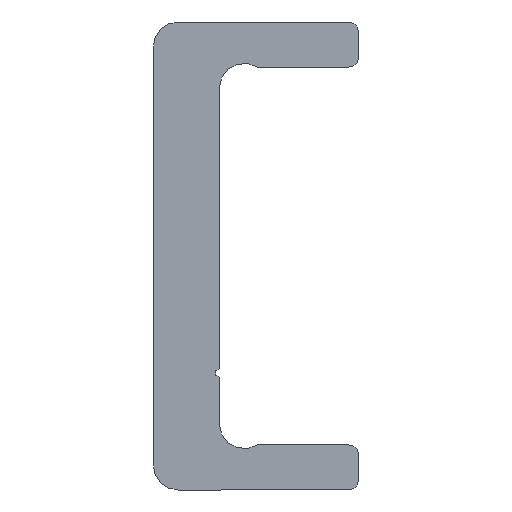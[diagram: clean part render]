
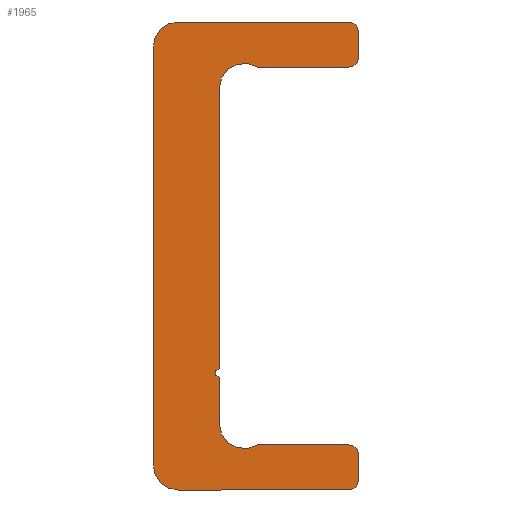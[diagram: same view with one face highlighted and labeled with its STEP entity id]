
A CAD part, left-side view. The second image highlights one B-rep face of the part: STEP entity #1965.
In plain terms, the highlighted planar face has unit normal (-1, 0, 0).
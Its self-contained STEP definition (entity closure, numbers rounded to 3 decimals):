
#1235=CARTESIAN_POINT('',(0.0,2.2,10.03));
#1236=VERTEX_POINT('',#1235);
#1243=CARTESIAN_POINT('',(0.0,2.2,-6.75));
#1244=VERTEX_POINT('',#1243);
#1245=CARTESIAN_POINT('',(0.0,2.2,10.03));
#1246=DIRECTION('',(0.0,0.0,-1.0));
#1247=VECTOR('',#1246,16.78);
#1248=LINE('',#1245,#1247);
#1249=EDGE_CURVE('',#1236,#1244,#1248,.T.);
#1346=CARTESIAN_POINT('',(0.0,-0.098,11.3));
#1347=VERTEX_POINT('',#1346);
#1354=CARTESIAN_POINT('',(0.0,0.7,10.03));
#1355=DIRECTION('',(-1.0,0.0,0.0));
#1356=DIRECTION('',(0.0,-1.0,0.0));
#1357=AXIS2_PLACEMENT_3D('',#1354,#1355,#1356);
#1358=CIRCLE('',#1357,1.5);
#1359=EDGE_CURVE('',#1347,#1236,#1358,.T.);
#1378=CARTESIAN_POINT('',(0.0,-5.55,11.3));
#1379=VERTEX_POINT('',#1378);
#1386=CARTESIAN_POINT('',(0.0,-5.55,11.3));
#1387=DIRECTION('',(0.0,1.0,0.0));
#1388=VECTOR('',#1387,5.452);
#1389=LINE('',#1386,#1388);
#1390=EDGE_CURVE('',#1379,#1347,#1389,.T.);
#1410=CARTESIAN_POINT('',(0.0,-6.15,11.9));
#1411=VERTEX_POINT('',#1410);
#1418=CARTESIAN_POINT('',(0.0,-5.55,11.9));
#1419=DIRECTION('',(1.0,0.0,0.0));
#1420=DIRECTION('',(0.0,-1.0,0.0));
#1421=AXIS2_PLACEMENT_3D('',#1418,#1419,#1420);
#1422=CIRCLE('',#1421,0.6);
#1423=EDGE_CURVE('',#1411,#1379,#1422,.T.);
#1442=CARTESIAN_POINT('',(0.0,-6.15,13.4));
#1443=VERTEX_POINT('',#1442);
#1450=CARTESIAN_POINT('',(0.0,-6.15,13.4));
#1451=DIRECTION('',(0.0,0.0,-1.0));
#1452=VECTOR('',#1451,1.5);
#1453=LINE('',#1450,#1452);
#1454=EDGE_CURVE('',#1443,#1411,#1453,.T.);
#1474=CARTESIAN_POINT('',(0.0,-5.55,14.));
#1475=VERTEX_POINT('',#1474);
#1482=CARTESIAN_POINT('',(0.0,-5.55,13.4));
#1483=DIRECTION('',(1.0,0.0,0.0));
#1484=DIRECTION('',(0.0,0.0,1.0));
#1485=AXIS2_PLACEMENT_3D('',#1482,#1483,#1484);
#1486=CIRCLE('',#1485,0.6);
#1487=EDGE_CURVE('',#1475,#1443,#1486,.T.);
#1506=CARTESIAN_POINT('',(0.0,4.65,14.));
#1507=VERTEX_POINT('',#1506);
#1514=CARTESIAN_POINT('',(0.0,4.65,14.));
#1515=DIRECTION('',(0.0,-1.0,0.0));
#1516=VECTOR('',#1515,10.2);
#1517=LINE('',#1514,#1516);
#1518=EDGE_CURVE('',#1507,#1475,#1517,.T.);
#1538=CARTESIAN_POINT('',(0.0,6.15,12.5));
#1539=VERTEX_POINT('',#1538);
#1546=CARTESIAN_POINT('',(0.0,4.65,12.5));
#1547=DIRECTION('',(1.0,0.0,0.0));
#1548=DIRECTION('',(0.0,1.0,0.0));
#1549=AXIS2_PLACEMENT_3D('',#1546,#1547,#1548);
#1550=CIRCLE('',#1549,1.5);
#1551=EDGE_CURVE('',#1539,#1507,#1550,.T.);
#1570=CARTESIAN_POINT('',(0.0,6.15,-12.5));
#1571=VERTEX_POINT('',#1570);
#1578=CARTESIAN_POINT('',(0.0,6.15,-12.5));
#1579=DIRECTION('',(0.0,0.0,1.0));
#1580=VECTOR('',#1579,25.);
#1581=LINE('',#1578,#1580);
#1582=EDGE_CURVE('',#1571,#1539,#1581,.T.);
#1674=CARTESIAN_POINT('',(0.0,4.65,-14.));
#1675=VERTEX_POINT('',#1674);
#1682=CARTESIAN_POINT('',(0.0,4.65,-12.5));
#1683=DIRECTION('',(1.0,0.0,0.0));
#1684=DIRECTION('',(0.0,0.0,-1.0));
#1685=AXIS2_PLACEMENT_3D('',#1682,#1683,#1684);
#1686=CIRCLE('',#1685,1.5);
#1687=EDGE_CURVE('',#1675,#1571,#1686,.T.);
#1706=CARTESIAN_POINT('',(0.0,-5.55,-14.));
#1707=VERTEX_POINT('',#1706);
#1714=CARTESIAN_POINT('',(0.0,-5.55,-14.));
#1715=DIRECTION('',(0.0,1.0,0.0));
#1716=VECTOR('',#1715,10.2);
#1717=LINE('',#1714,#1716);
#1718=EDGE_CURVE('',#1707,#1675,#1717,.T.);
#1738=CARTESIAN_POINT('',(0.0,-6.15,-13.4));
#1739=VERTEX_POINT('',#1738);
#1746=CARTESIAN_POINT('',(0.0,-5.55,-13.4));
#1747=DIRECTION('',(1.0,0.0,0.0));
#1748=DIRECTION('',(0.0,-1.0,0.0));
#1749=AXIS2_PLACEMENT_3D('',#1746,#1747,#1748);
#1750=CIRCLE('',#1749,0.6);
#1751=EDGE_CURVE('',#1739,#1707,#1750,.T.);
#1770=CARTESIAN_POINT('',(0.0,-6.15,-11.9));
#1771=VERTEX_POINT('',#1770);
#1778=CARTESIAN_POINT('',(0.0,-6.15,-11.9));
#1779=DIRECTION('',(0.0,0.0,-1.0));
#1780=VECTOR('',#1779,1.5);
#1781=LINE('',#1778,#1780);
#1782=EDGE_CURVE('',#1771,#1739,#1781,.T.);
#1802=CARTESIAN_POINT('',(0.0,-5.55,-11.3));
#1803=VERTEX_POINT('',#1802);
#1810=CARTESIAN_POINT('',(0.0,-5.55,-11.9));
#1811=DIRECTION('',(1.0,0.0,0.0));
#1812=DIRECTION('',(0.0,0.0,1.0));
#1813=AXIS2_PLACEMENT_3D('',#1810,#1811,#1812);
#1814=CIRCLE('',#1813,0.6);
#1815=EDGE_CURVE('',#1803,#1771,#1814,.T.);
#1834=CARTESIAN_POINT('',(0.0,-0.098,-11.3));
#1835=VERTEX_POINT('',#1834);
#1842=CARTESIAN_POINT('',(0.0,-0.098,-11.3));
#1843=DIRECTION('',(0.0,-1.0,0.0));
#1844=VECTOR('',#1843,5.452);
#1845=LINE('',#1842,#1844);
#1846=EDGE_CURVE('',#1835,#1803,#1845,.T.);
#1866=CARTESIAN_POINT('',(0.0,2.2,-10.03));
#1867=VERTEX_POINT('',#1866);
#1874=CARTESIAN_POINT('',(0.0,0.7,-10.03));
#1875=DIRECTION('',(-1.0,0.0,0.0));
#1876=DIRECTION('',(0.0,0.532,0.847));
#1877=AXIS2_PLACEMENT_3D('',#1874,#1875,#1876);
#1878=CIRCLE('',#1877,1.5);
#1879=EDGE_CURVE('',#1867,#1835,#1878,.T.);
#1898=CARTESIAN_POINT('',(0.0,2.2,-7.25));
#1899=VERTEX_POINT('',#1898);
#1906=CARTESIAN_POINT('',(0.0,2.2,-7.25));
#1907=DIRECTION('',(0.0,0.0,-1.0));
#1908=VECTOR('',#1907,2.78);
#1909=LINE('',#1906,#1908);
#1910=EDGE_CURVE('',#1899,#1867,#1909,.T.);
#1929=CARTESIAN_POINT('',(0.0,2.2,-7.));
#1930=DIRECTION('',(-1.0,0.0,0.0));
#1931=DIRECTION('',(0.0,0.0,1.0));
#1932=AXIS2_PLACEMENT_3D('',#1929,#1930,#1931);
#1933=CIRCLE('',#1932,0.25);
#1934=EDGE_CURVE('',#1244,#1899,#1933,.T.);
#1940=CARTESIAN_POINT('',(0.0,1.611,-0.021));
#1941=DIRECTION('',(1.0,0.0,0.0));
#1942=DIRECTION('',(0.0,0.0,-1.0));
#1943=AXIS2_PLACEMENT_3D('',#1940,#1941,#1942);
#1944=PLANE('',#1943);
#1945=ORIENTED_EDGE('',*,*,#1934,.F.);
#1946=ORIENTED_EDGE('',*,*,#1249,.F.);
#1947=ORIENTED_EDGE('',*,*,#1359,.F.);
#1948=ORIENTED_EDGE('',*,*,#1390,.F.);
#1949=ORIENTED_EDGE('',*,*,#1423,.F.);
#1950=ORIENTED_EDGE('',*,*,#1454,.F.);
#1951=ORIENTED_EDGE('',*,*,#1487,.F.);
#1952=ORIENTED_EDGE('',*,*,#1518,.F.);
#1953=ORIENTED_EDGE('',*,*,#1551,.F.);
#1954=ORIENTED_EDGE('',*,*,#1582,.F.);
#1955=ORIENTED_EDGE('',*,*,#1687,.F.);
#1956=ORIENTED_EDGE('',*,*,#1718,.F.);
#1957=ORIENTED_EDGE('',*,*,#1751,.F.);
#1958=ORIENTED_EDGE('',*,*,#1782,.F.);
#1959=ORIENTED_EDGE('',*,*,#1815,.F.);
#1960=ORIENTED_EDGE('',*,*,#1846,.F.);
#1961=ORIENTED_EDGE('',*,*,#1879,.F.);
#1962=ORIENTED_EDGE('',*,*,#1910,.F.);
#1963=EDGE_LOOP('',(#1945,#1946,#1947,#1948,#1949,#1950,#1951,#1952,#1953,#1954,#1955,#1956,#1957,#1958,#1959,#1960,#1961,#1962));
#1964=FACE_OUTER_BOUND('',#1963,.T.);
#1965=ADVANCED_FACE('',(#1964),#1944,.F.);
